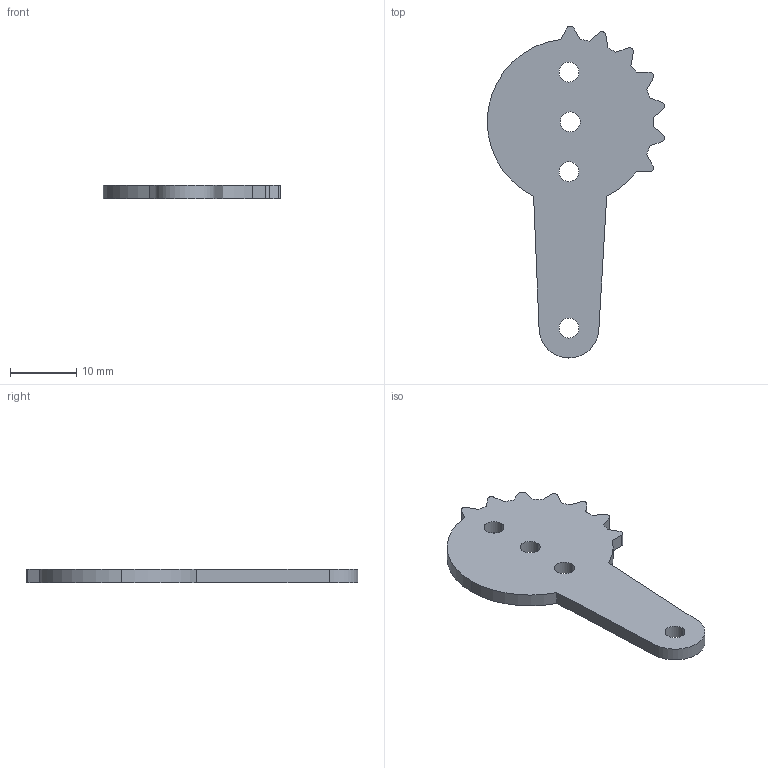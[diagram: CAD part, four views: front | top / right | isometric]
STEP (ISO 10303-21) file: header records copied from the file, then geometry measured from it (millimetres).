
FILE_DESCRIPTION (( 'STEP AP203' ), '1' );
FILE_NAME ('6dof_gear_link_small_hole_Default_sldprt.STEP', '2022-03-13T07:50:42', ( '' ), ( '' ), 'SwSTEP 2.0', 'SolidWorks 2020', '' );
FILE_SCHEMA (( 'CONFIG_CONTROL_DESIGN' ));
Length unit declared in the file: millimetre
Products named in the file (1): 6dof_gear_link_small_hole_Default_sldprt
Bounding box: 26.72 x 49.98 x 2 mm (x, y, z)
Volume: 1415.7 mm3; surface area: 1763.9 mm2
Topology: 1 solids, 1 shells, 43 faces, 123 edges, 82 vertices
Faces by surface type: cylinder 25, plane 18
Entity records: 1520 total; most frequent: DIRECTION 261, CARTESIAN_POINT 249, ORIENTED_EDGE 246, EDGE_CURVE 123, AXIS2_PLACEMENT_3D 94, VERTEX_POINT 82, VECTOR 73, LINE 73
